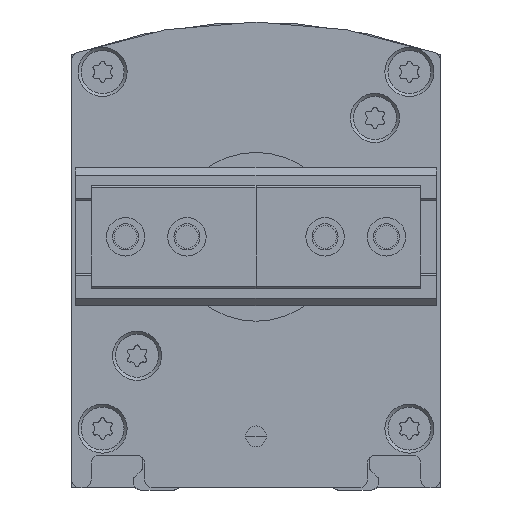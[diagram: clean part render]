
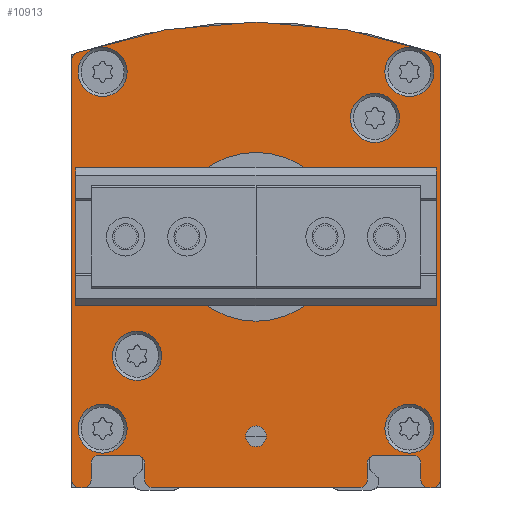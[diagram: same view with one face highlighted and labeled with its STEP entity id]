
A CAD part, front view. The second image highlights one B-rep face of the part: STEP entity #10913.
In plain terms, the highlighted planar face has unit normal (0, -1, 0).
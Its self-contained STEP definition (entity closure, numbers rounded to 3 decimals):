
#497=LINE('',#18335,#1393);
#504=LINE('',#18354,#1400);
#508=LINE('',#18363,#1404);
#512=LINE('',#18372,#1408);
#515=LINE('',#18380,#1411);
#521=LINE('',#18395,#1417);
#525=LINE('',#18407,#1421);
#532=LINE('',#18424,#1428);
#536=LINE('',#18435,#1432);
#542=LINE('',#18448,#1438);
#545=LINE('',#18456,#1441);
#1393=VECTOR('',#14750,1000.);
#1400=VECTOR('',#14771,1000.);
#1404=VECTOR('',#14781,1000.);
#1408=VECTOR('',#14791,1000.);
#1411=VECTOR('',#14800,1000.);
#1417=VECTOR('',#14814,1000.);
#1421=VECTOR('',#14826,1000.);
#1428=VECTOR('',#14841,1000.);
#1432=VECTOR('',#14853,1000.);
#1438=VECTOR('',#14865,1000.);
#1441=VECTOR('',#14874,1000.);
#2532=ORIENTED_EDGE('',*,*,#5618,.F.);
#2533=ORIENTED_EDGE('',*,*,#5619,.F.);
#2534=ORIENTED_EDGE('',*,*,#5620,.F.);
#2535=ORIENTED_EDGE('',*,*,#5621,.F.);
#2536=ORIENTED_EDGE('',*,*,#5622,.F.);
#2537=ORIENTED_EDGE('',*,*,#5623,.F.);
#2538=ORIENTED_EDGE('',*,*,#5624,.F.);
#2539=ORIENTED_EDGE('',*,*,#5508,.F.);
#2540=ORIENTED_EDGE('',*,*,#5547,.F.);
#2541=ORIENTED_EDGE('',*,*,#5615,.F.);
#2542=ORIENTED_EDGE('',*,*,#5613,.F.);
#2543=ORIENTED_EDGE('',*,*,#5611,.F.);
#2544=ORIENTED_EDGE('',*,*,#5609,.T.);
#2545=ORIENTED_EDGE('',*,*,#5604,.F.);
#2546=ORIENTED_EDGE('',*,*,#5601,.T.);
#2547=ORIENTED_EDGE('',*,*,#5598,.F.);
#2548=ORIENTED_EDGE('',*,*,#5595,.F.);
#2549=ORIENTED_EDGE('',*,*,#5589,.F.);
#2550=ORIENTED_EDGE('',*,*,#5586,.F.);
#2551=ORIENTED_EDGE('',*,*,#5583,.F.);
#2552=ORIENTED_EDGE('',*,*,#5580,.T.);
#2553=ORIENTED_EDGE('',*,*,#5575,.F.);
#2554=ORIENTED_EDGE('',*,*,#5573,.T.);
#2555=ORIENTED_EDGE('',*,*,#5571,.F.);
#2556=ORIENTED_EDGE('',*,*,#5569,.F.);
#2557=ORIENTED_EDGE('',*,*,#5566,.F.);
#2558=ORIENTED_EDGE('',*,*,#5564,.F.);
#2559=ORIENTED_EDGE('',*,*,#5561,.F.);
#2560=ORIENTED_EDGE('',*,*,#5559,.F.);
#2561=ORIENTED_EDGE('',*,*,#5557,.F.);
#2562=ORIENTED_EDGE('',*,*,#5555,.F.);
#2563=ORIENTED_EDGE('',*,*,#5551,.F.);
#5508=EDGE_CURVE('',#7076,#7076,#8172,.T.);
#5547=EDGE_CURVE('',#7115,#7116,#8194,.T.);
#5551=EDGE_CURVE('',#7116,#7119,#497,.T.);
#5555=EDGE_CURVE('',#7119,#7121,#8196,.T.);
#5557=EDGE_CURVE('',#7121,#7122,#8197,.T.);
#5559=EDGE_CURVE('',#7122,#7123,#8198,.T.);
#5561=EDGE_CURVE('',#7123,#7124,#504,.T.);
#5564=EDGE_CURVE('',#7124,#7125,#8199,.T.);
#5566=EDGE_CURVE('',#7125,#7126,#508,.T.);
#5569=EDGE_CURVE('',#7126,#7127,#8200,.T.);
#5571=EDGE_CURVE('',#7127,#7128,#512,.T.);
#5573=EDGE_CURVE('',#7129,#7128,#8201,.T.);
#5575=EDGE_CURVE('',#7129,#7130,#515,.T.);
#5580=EDGE_CURVE('',#7133,#7130,#8202,.T.);
#5583=EDGE_CURVE('',#7133,#7135,#521,.T.);
#5586=EDGE_CURVE('',#7135,#7137,#8204,.T.);
#5589=EDGE_CURVE('',#7137,#7139,#525,.T.);
#5595=EDGE_CURVE('',#7139,#7143,#8206,.T.);
#5598=EDGE_CURVE('',#7143,#7145,#532,.T.);
#5601=EDGE_CURVE('',#7147,#7145,#8208,.T.);
#5604=EDGE_CURVE('',#7147,#7148,#536,.T.);
#5609=EDGE_CURVE('',#7151,#7148,#8210,.T.);
#5611=EDGE_CURVE('',#7151,#7152,#542,.T.);
#5613=EDGE_CURVE('',#7152,#7153,#8211,.T.);
#5615=EDGE_CURVE('',#7153,#7115,#545,.T.);
#5618=EDGE_CURVE('',#7155,#7155,#8212,.T.);
#5619=EDGE_CURVE('',#7156,#7156,#8213,.T.);
#5620=EDGE_CURVE('',#7157,#7157,#8214,.T.);
#5621=EDGE_CURVE('',#7158,#7158,#8215,.T.);
#5622=EDGE_CURVE('',#7159,#7159,#8216,.T.);
#5623=EDGE_CURVE('',#7160,#7160,#8217,.T.);
#5624=EDGE_CURVE('',#7161,#7161,#8218,.T.);
#7076=VERTEX_POINT('',#18242);
#7115=VERTEX_POINT('',#18327);
#7116=VERTEX_POINT('',#18328);
#7119=VERTEX_POINT('',#18336);
#7121=VERTEX_POINT('',#18343);
#7122=VERTEX_POINT('',#18347);
#7123=VERTEX_POINT('',#18351);
#7124=VERTEX_POINT('',#18355);
#7125=VERTEX_POINT('',#18360);
#7126=VERTEX_POINT('',#18364);
#7127=VERTEX_POINT('',#18369);
#7128=VERTEX_POINT('',#18373);
#7129=VERTEX_POINT('',#18377);
#7130=VERTEX_POINT('',#18381);
#7133=VERTEX_POINT('',#18390);
#7135=VERTEX_POINT('',#18396);
#7137=VERTEX_POINT('',#18402);
#7139=VERTEX_POINT('',#18408);
#7143=VERTEX_POINT('',#18419);
#7145=VERTEX_POINT('',#18425);
#7147=VERTEX_POINT('',#18431);
#7148=VERTEX_POINT('',#18436);
#7151=VERTEX_POINT('',#18445);
#7152=VERTEX_POINT('',#18449);
#7153=VERTEX_POINT('',#18453);
#7155=VERTEX_POINT('',#18462);
#7156=VERTEX_POINT('',#18464);
#7157=VERTEX_POINT('',#18466);
#7158=VERTEX_POINT('',#18468);
#7159=VERTEX_POINT('',#18470);
#7160=VERTEX_POINT('',#18472);
#7161=VERTEX_POINT('',#18474);
#8172=CIRCLE('',#13201,11.);
#8194=CIRCLE('',#13230,1.);
#8196=CIRCLE('',#13234,1.);
#8197=CIRCLE('',#13236,70.);
#8198=CIRCLE('',#13238,1.);
#8199=CIRCLE('',#13241,1.);
#8200=CIRCLE('',#13244,1.);
#8201=CIRCLE('',#13247,1.);
#8202=CIRCLE('',#13250,1.);
#8204=CIRCLE('',#13254,1.);
#8206=CIRCLE('',#13258,1.);
#8208=CIRCLE('',#13262,1.);
#8210=CIRCLE('',#13266,1.);
#8211=CIRCLE('',#13269,1.);
#8212=CIRCLE('',#13272,1.35);
#8213=CIRCLE('',#13273,3.2);
#8214=CIRCLE('',#13274,3.2);
#8215=CIRCLE('',#13275,3.2);
#8216=CIRCLE('',#13276,3.2);
#8217=CIRCLE('',#13277,3.2);
#8218=CIRCLE('',#13278,3.2);
#8778=EDGE_LOOP('',(#2532));
#8779=EDGE_LOOP('',(#2533));
#8780=EDGE_LOOP('',(#2534));
#8781=EDGE_LOOP('',(#2535));
#8782=EDGE_LOOP('',(#2536));
#8783=EDGE_LOOP('',(#2537));
#8784=EDGE_LOOP('',(#2538));
#8785=EDGE_LOOP('',(#2539));
#8786=EDGE_LOOP('',(#2540,#2541,#2542,#2543,#2544,#2545,#2546,#2547,#2548,
#2549,#2550,#2551,#2552,#2553,#2554,#2555,#2556,#2557,#2558,#2559,#2560,
#2561,#2562,#2563));
#9679=FACE_BOUND('',#8778,.T.);
#9680=FACE_BOUND('',#8779,.T.);
#9681=FACE_BOUND('',#8780,.T.);
#9682=FACE_BOUND('',#8781,.T.);
#9683=FACE_BOUND('',#8782,.T.);
#9684=FACE_BOUND('',#8783,.T.);
#9685=FACE_BOUND('',#8784,.T.);
#9686=FACE_BOUND('',#8785,.T.);
#9687=FACE_BOUND('',#8786,.T.);
#10556=PLANE('',#13271);
#10913=ADVANCED_FACE('',(#9679,#9680,#9681,#9682,#9683,#9684,#9685,#9686,
#9687),#10556,.F.);
#13201=AXIS2_PLACEMENT_3D('',#18241,#14667,#14668);
#13230=AXIS2_PLACEMENT_3D('',#18326,#14742,#14743);
#13234=AXIS2_PLACEMENT_3D('',#18342,#14756,#14757);
#13236=AXIS2_PLACEMENT_3D('',#18346,#14761,#14762);
#13238=AXIS2_PLACEMENT_3D('',#18350,#14766,#14767);
#13241=AXIS2_PLACEMENT_3D('',#18359,#14776,#14777);
#13244=AXIS2_PLACEMENT_3D('',#18368,#14786,#14787);
#13247=AXIS2_PLACEMENT_3D('',#18376,#14795,#14796);
#13250=AXIS2_PLACEMENT_3D('',#18389,#14807,#14808);
#13254=AXIS2_PLACEMENT_3D('',#18401,#14819,#14820);
#13258=AXIS2_PLACEMENT_3D('',#18418,#14834,#14835);
#13262=AXIS2_PLACEMENT_3D('',#18430,#14846,#14847);
#13266=AXIS2_PLACEMENT_3D('',#18444,#14860,#14861);
#13269=AXIS2_PLACEMENT_3D('',#18452,#14869,#14870);
#13271=AXIS2_PLACEMENT_3D('',#18460,#14877,#14878);
#13272=AXIS2_PLACEMENT_3D('',#18461,#14879,#14880);
#13273=AXIS2_PLACEMENT_3D('',#18463,#14881,#14882);
#13274=AXIS2_PLACEMENT_3D('',#18465,#14883,#14884);
#13275=AXIS2_PLACEMENT_3D('',#18467,#14885,#14886);
#13276=AXIS2_PLACEMENT_3D('',#18469,#14887,#14888);
#13277=AXIS2_PLACEMENT_3D('',#18471,#14889,#14890);
#13278=AXIS2_PLACEMENT_3D('',#18473,#14891,#14892);
#14667=DIRECTION('',(0.,-1.,0.));
#14668=DIRECTION('',(0.,0.,-1.));
#14742=DIRECTION('',(0.,1.,0.));
#14743=DIRECTION('',(1.,0.,0.));
#14750=DIRECTION('',(0.,0.,1.));
#14756=DIRECTION('',(0.,1.,0.));
#14757=DIRECTION('',(1.,0.,0.));
#14761=DIRECTION('',(0.,1.,0.));
#14762=DIRECTION('',(1.,0.,0.));
#14766=DIRECTION('',(0.,1.,0.));
#14767=DIRECTION('',(1.,0.,0.));
#14771=DIRECTION('',(0.,0.,-1.));
#14776=DIRECTION('',(0.,1.,0.));
#14777=DIRECTION('',(1.,0.,0.));
#14781=DIRECTION('',(-1.,0.,0.));
#14786=DIRECTION('',(0.,1.,0.));
#14787=DIRECTION('',(1.,0.,0.));
#14791=DIRECTION('',(0.,0.,1.));
#14795=DIRECTION('',(0.,1.,0.));
#14796=DIRECTION('',(1.,0.,0.));
#14800=DIRECTION('',(-1.,0.,0.));
#14807=DIRECTION('',(0.,1.,0.));
#14808=DIRECTION('',(1.,0.,0.));
#14814=DIRECTION('',(0.,0.,-1.));
#14819=DIRECTION('',(0.,1.,0.));
#14820=DIRECTION('',(1.,0.,0.));
#14826=DIRECTION('',(-1.,0.,0.));
#14834=DIRECTION('',(0.,1.,0.));
#14835=DIRECTION('',(1.,0.,0.));
#14841=DIRECTION('',(0.,0.,1.));
#14846=DIRECTION('',(0.,1.,0.));
#14847=DIRECTION('',(1.,0.,0.));
#14853=DIRECTION('',(-1.,0.,0.));
#14860=DIRECTION('',(0.,1.,0.));
#14861=DIRECTION('',(1.,0.,0.));
#14865=DIRECTION('',(0.,0.,-1.));
#14869=DIRECTION('',(0.,1.,0.));
#14870=DIRECTION('',(1.,0.,0.));
#14874=DIRECTION('',(-1.,0.,0.));
#14877=DIRECTION('',(0.,1.,0.));
#14878=DIRECTION('',(0.,0.,1.));
#14879=DIRECTION('',(0.,-1.,0.));
#14880=DIRECTION('',(0.,0.,-1.));
#14881=DIRECTION('',(0.,-1.,0.));
#14882=DIRECTION('',(0.,0.,-1.));
#14883=DIRECTION('',(0.,-1.,0.));
#14884=DIRECTION('',(0.,0.,-1.));
#14885=DIRECTION('',(0.,-1.,0.));
#14886=DIRECTION('',(0.,0.,-1.));
#14887=DIRECTION('',(0.,-1.,0.));
#14888=DIRECTION('',(0.,0.,-1.));
#14889=DIRECTION('',(0.,-1.,0.));
#14890=DIRECTION('',(0.,0.,-1.));
#14891=DIRECTION('',(0.,-1.,0.));
#14892=DIRECTION('',(0.,0.,-1.));
#18241=CARTESIAN_POINT('',(0.,0.,0.));
#18242=CARTESIAN_POINT('',(0.,0.,-11.));
#18326=CARTESIAN_POINT('',(-23.001,0.,-31.7));
#18327=CARTESIAN_POINT('',(-23.001,0.,-32.7));
#18328=CARTESIAN_POINT('',(-24.001,0.,-31.7));
#18335=CARTESIAN_POINT('',(-24.001,0.,-31.7));
#18336=CARTESIAN_POINT('',(-24.001,0.,23.053));
#18342=CARTESIAN_POINT('',(-23.001,0.,23.053));
#18343=CARTESIAN_POINT('',(-23.334,0.,23.996));
#18346=CARTESIAN_POINT('',(0.,0.,-42.));
#18347=CARTESIAN_POINT('',(23.334,0.,23.996));
#18350=CARTESIAN_POINT('',(23.001,0.,23.053));
#18351=CARTESIAN_POINT('',(24.001,0.,23.053));
#18354=CARTESIAN_POINT('',(24.001,0.,23.053));
#18355=CARTESIAN_POINT('',(24.001,0.,-31.7));
#18359=CARTESIAN_POINT('',(23.001,0.,-31.7));
#18360=CARTESIAN_POINT('',(23.001,0.,-32.7));
#18363=CARTESIAN_POINT('',(23.001,0.,-32.7));
#18364=CARTESIAN_POINT('',(22.501,0.,-32.7));
#18368=CARTESIAN_POINT('',(22.501,0.,-31.7));
#18369=CARTESIAN_POINT('',(21.501,0.,-31.7));
#18372=CARTESIAN_POINT('',(21.501,0.,-31.7));
#18373=CARTESIAN_POINT('',(21.501,0.,-29.5));
#18376=CARTESIAN_POINT('',(20.501,0.,-29.5));
#18377=CARTESIAN_POINT('',(20.501,0.,-28.5));
#18380=CARTESIAN_POINT('',(20.501,0.,-28.5));
#18381=CARTESIAN_POINT('',(15.501,0.,-28.5));
#18389=CARTESIAN_POINT('',(15.501,0.,-29.5));
#18390=CARTESIAN_POINT('',(14.501,0.,-29.5));
#18395=CARTESIAN_POINT('',(14.501,0.,-29.5));
#18396=CARTESIAN_POINT('',(14.501,0.,-31.7));
#18401=CARTESIAN_POINT('',(13.501,0.,-31.7));
#18402=CARTESIAN_POINT('',(13.501,0.,-32.7));
#18407=CARTESIAN_POINT('',(13.501,0.,-32.7));
#18408=CARTESIAN_POINT('',(-13.501,0.,-32.7));
#18418=CARTESIAN_POINT('',(-13.501,0.,-31.7));
#18419=CARTESIAN_POINT('',(-14.501,0.,-31.7));
#18424=CARTESIAN_POINT('',(-14.501,0.,-31.7));
#18425=CARTESIAN_POINT('',(-14.501,0.,-29.5));
#18430=CARTESIAN_POINT('',(-15.501,0.,-29.5));
#18431=CARTESIAN_POINT('',(-15.501,0.,-28.5));
#18435=CARTESIAN_POINT('',(-15.501,0.,-28.5));
#18436=CARTESIAN_POINT('',(-20.501,0.,-28.5));
#18444=CARTESIAN_POINT('',(-20.501,0.,-29.5));
#18445=CARTESIAN_POINT('',(-21.501,0.,-29.5));
#18448=CARTESIAN_POINT('',(-21.501,0.,-29.5));
#18449=CARTESIAN_POINT('',(-21.501,0.,-31.7));
#18452=CARTESIAN_POINT('',(-22.501,0.,-31.7));
#18453=CARTESIAN_POINT('',(-22.501,0.,-32.7));
#18456=CARTESIAN_POINT('',(-22.501,0.,-32.7));
#18460=CARTESIAN_POINT('',(-23.001,0.,-31.7));
#18461=CARTESIAN_POINT('',(0.,0.,-26.));
#18462=CARTESIAN_POINT('',(0.,0.,-27.35));
#18463=CARTESIAN_POINT('',(-20.,0.,-25.));
#18464=CARTESIAN_POINT('',(-20.,0.,-28.2));
#18465=CARTESIAN_POINT('',(-15.5,0.,-15.5));
#18466=CARTESIAN_POINT('',(-15.5,0.,-18.7));
#18467=CARTESIAN_POINT('',(15.5,0.,15.5));
#18468=CARTESIAN_POINT('',(15.5,0.,12.3));
#18469=CARTESIAN_POINT('',(20.,0.,21.5));
#18470=CARTESIAN_POINT('',(20.,0.,18.3));
#18471=CARTESIAN_POINT('',(-20.,0.,21.5));
#18472=CARTESIAN_POINT('',(-20.,0.,18.3));
#18473=CARTESIAN_POINT('',(20.,0.,-25.));
#18474=CARTESIAN_POINT('',(20.,0.,-28.2));
